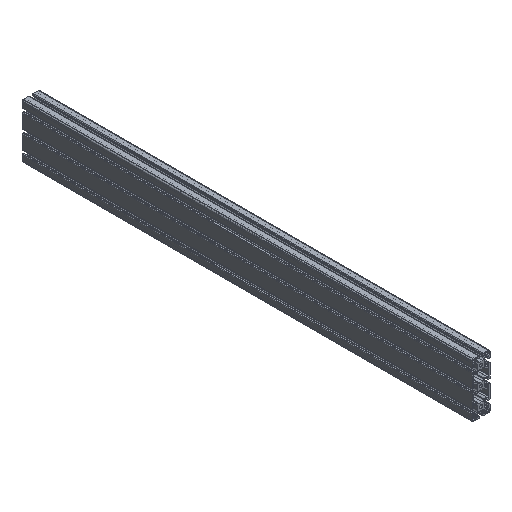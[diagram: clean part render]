
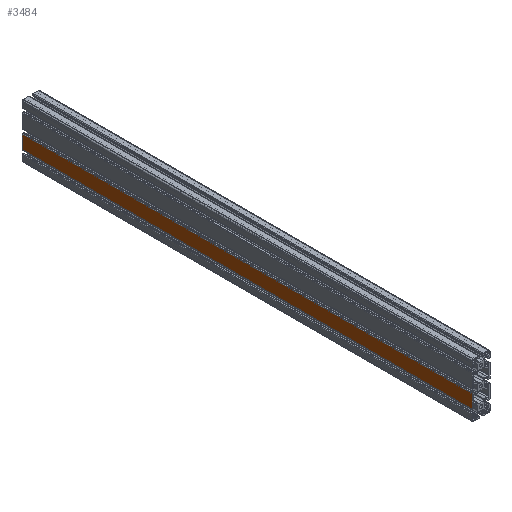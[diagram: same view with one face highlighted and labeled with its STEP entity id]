
A CAD part, isometric view. The second image highlights one B-rep face of the part: STEP entity #3484.
In plain terms, the highlighted planar face has unit normal (-1, 0, 0).
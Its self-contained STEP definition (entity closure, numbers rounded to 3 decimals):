
#3426=CARTESIAN_POINT('',(-37.,0.0,55.));
#3427=VERTEX_POINT('',#3426);
#3436=CARTESIAN_POINT('',(-37.,1000.0,55.));
#3437=VERTEX_POINT('',#3436);
#3445=CARTESIAN_POINT('',(-37.,0.0,55.));
#3446=DIRECTION('',(0.0,1.0,0.0));
#3447=VECTOR('',#3446,1000.0);
#3448=LINE('',#3445,#3447);
#3449=EDGE_CURVE('',#3427,#3437,#3448,.T.);
#3454=CARTESIAN_POINT('',(-37.,0.0,25.));
#3455=DIRECTION('',(-1.0,0.0,0.0));
#3456=DIRECTION('',(0.0,0.0,1.0));
#3457=AXIS2_PLACEMENT_3D('',#3454,#3455,#3456);
#3458=PLANE('',#3457);
#3459=CARTESIAN_POINT('',(-37.,0.0,25.));
#3460=VERTEX_POINT('',#3459);
#3461=CARTESIAN_POINT('',(-37.,0.0,25.));
#3462=DIRECTION('',(0.0,0.0,1.0));
#3463=VECTOR('',#3462,30.);
#3464=LINE('',#3461,#3463);
#3465=EDGE_CURVE('',#3460,#3427,#3464,.T.);
#3466=ORIENTED_EDGE('',*,*,#3465,.T.);
#3467=ORIENTED_EDGE('',*,*,#3449,.T.);
#3468=CARTESIAN_POINT('',(-37.,1000.0,25.));
#3469=VERTEX_POINT('',#3468);
#3470=CARTESIAN_POINT('',(-37.,1000.0,25.));
#3471=DIRECTION('',(0.0,0.0,1.0));
#3472=VECTOR('',#3471,30.);
#3473=LINE('',#3470,#3472);
#3474=EDGE_CURVE('',#3469,#3437,#3473,.T.);
#3475=ORIENTED_EDGE('',*,*,#3474,.F.);
#3476=CARTESIAN_POINT('',(-37.,0.0,25.));
#3477=DIRECTION('',(0.0,1.0,0.0));
#3478=VECTOR('',#3477,1000.0);
#3479=LINE('',#3476,#3478);
#3480=EDGE_CURVE('',#3460,#3469,#3479,.T.);
#3481=ORIENTED_EDGE('',*,*,#3480,.F.);
#3482=EDGE_LOOP('',(#3466,#3467,#3475,#3481));
#3483=FACE_OUTER_BOUND('',#3482,.T.);
#3484=ADVANCED_FACE('',(#3483),#3458,.T.);
